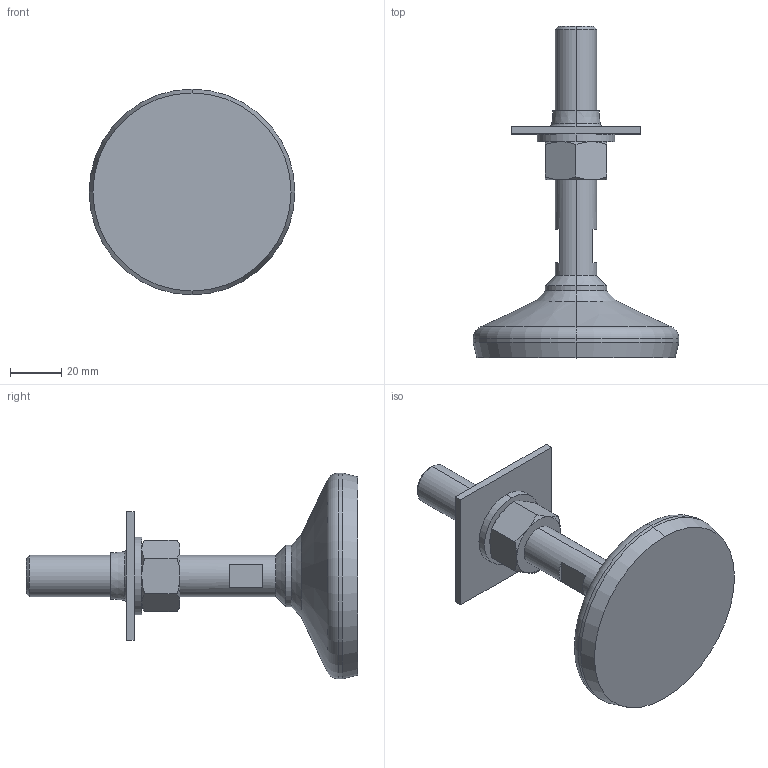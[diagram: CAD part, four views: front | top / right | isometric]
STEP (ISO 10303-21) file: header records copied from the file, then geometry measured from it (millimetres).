
FILE_DESCRIPTION (( 'STEP AP214' ), '1' );
FILE_NAME ('8014050000-xxx.STEP', '2021-01-14T11:52:40', ( '' ), ( '' ), 'SwSTEP 2.0', 'SolidWorks 2019', '' );
FILE_SCHEMA (( 'AUTOMOTIVE_DESIGN' ));
Length unit declared in the file: millimetre
Products named in the file (1): 8014050000-xxx
Bounding box: 80 x 129 x 80 mm (x, y, z)
Volume: 118734 mm3; surface area: 24570.4 mm2
Topology: 1 solids, 1 shells, 64 faces, 132 edges, 78 vertices
Faces by surface type: cone 24, plane 24, cylinder 12, torus 4
Entity records: 2266 total; most frequent: CARTESIAN_POINT 419, DIRECTION 296, ORIENTED_EDGE 264, EDGE_CURVE 132, AXIS2_PLACEMENT_3D 123, VERTEX_POINT 78, EDGE_LOOP 72, ADVANCED_FACE 64
